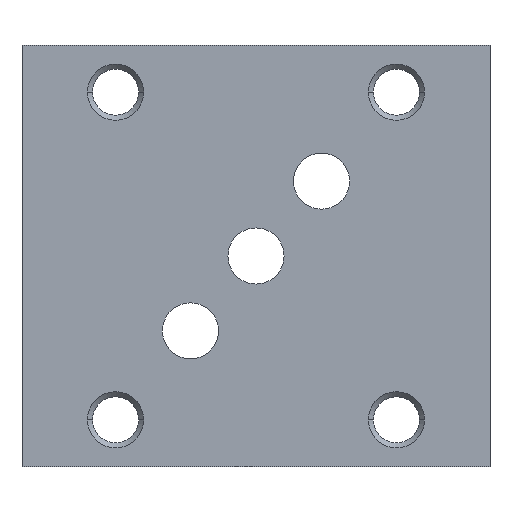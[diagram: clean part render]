
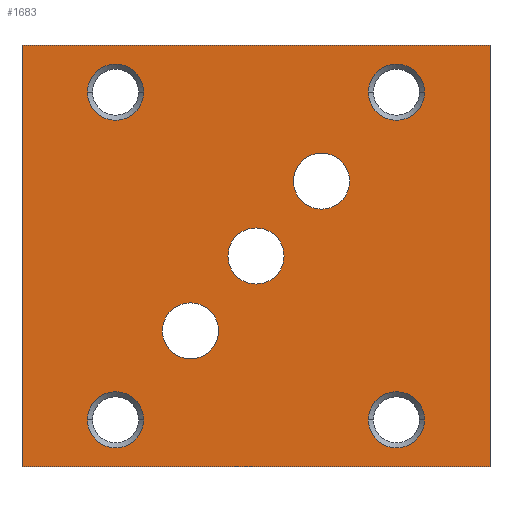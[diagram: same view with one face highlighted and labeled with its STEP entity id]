
A CAD part, front view. The second image highlights one B-rep face of the part: STEP entity #1683.
In plain terms, the highlighted planar face has unit normal (0, -1, 0).
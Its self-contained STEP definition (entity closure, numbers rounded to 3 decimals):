
#324=DIRECTION('',(0.,0.,1.));
#325=VECTOR('',#324,45.);
#326=CARTESIAN_POINT('',(0.,0.,0.));
#327=LINE('',#326,#325);
#331=DIRECTION('',(1.,0.,0.));
#332=VECTOR('',#331,50.);
#333=CARTESIAN_POINT('',(0.,0.,45.));
#334=LINE('',#333,#332);
#338=DIRECTION('',(0.,0.,-1.));
#339=VECTOR('',#338,45.);
#340=CARTESIAN_POINT('',(50.,0.,45.));
#341=LINE('',#340,#339);
#345=DIRECTION('',(-1.,0.,0.));
#346=VECTOR('',#345,50.);
#347=CARTESIAN_POINT('',(50.,0.,0.));
#348=LINE('',#347,#346);
#352=CARTESIAN_POINT('',(40.,0.,5.));
#353=DIRECTION('',(0.,-1.,0.));
#354=DIRECTION('',(-1.,0.,0.));
#355=AXIS2_PLACEMENT_3D('',#352,#353,#354);
#360=CARTESIAN_POINT('',(40.,0.,5.));
#361=DIRECTION('',(0.,-1.,0.));
#362=DIRECTION('',(1.,0.,0.));
#363=AXIS2_PLACEMENT_3D('',#360,#361,#362);
#368=CARTESIAN_POINT('',(10.,0.,40.));
#369=DIRECTION('',(0.,-1.,0.));
#370=DIRECTION('',(-1.,0.,0.));
#371=AXIS2_PLACEMENT_3D('',#368,#369,#370);
#376=CARTESIAN_POINT('',(10.,0.,40.));
#377=DIRECTION('',(0.,-1.,0.));
#378=DIRECTION('',(1.,0.,0.));
#379=AXIS2_PLACEMENT_3D('',#376,#377,#378);
#384=CARTESIAN_POINT('',(40.,0.,40.));
#385=DIRECTION('',(0.,-1.,0.));
#386=DIRECTION('',(-1.,0.,0.));
#387=AXIS2_PLACEMENT_3D('',#384,#385,#386);
#392=CARTESIAN_POINT('',(40.,0.,40.));
#393=DIRECTION('',(0.,-1.,0.));
#394=DIRECTION('',(1.,0.,0.));
#395=AXIS2_PLACEMENT_3D('',#392,#393,#394);
#400=CARTESIAN_POINT('',(10.,0.,5.));
#401=DIRECTION('',(0.,-1.,0.));
#402=DIRECTION('',(-1.,0.,0.));
#403=AXIS2_PLACEMENT_3D('',#400,#401,#402);
#408=CARTESIAN_POINT('',(10.,0.,5.));
#409=DIRECTION('',(0.,-1.,0.));
#410=DIRECTION('',(1.,0.,0.));
#411=AXIS2_PLACEMENT_3D('',#408,#409,#410);
#416=CARTESIAN_POINT('',(32.,0.,30.5));
#417=DIRECTION('',(0.,-1.,0.));
#418=DIRECTION('',(-1.,0.,0.));
#419=AXIS2_PLACEMENT_3D('',#416,#417,#418);
#424=CARTESIAN_POINT('',(32.,0.,30.5));
#425=DIRECTION('',(0.,-1.,0.));
#426=DIRECTION('',(1.,0.,0.));
#427=AXIS2_PLACEMENT_3D('',#424,#425,#426);
#432=CARTESIAN_POINT('',(25.,0.,22.5));
#433=DIRECTION('',(0.,-1.,0.));
#434=DIRECTION('',(-1.,0.,0.));
#435=AXIS2_PLACEMENT_3D('',#432,#433,#434);
#440=CARTESIAN_POINT('',(25.,0.,22.5));
#441=DIRECTION('',(0.,-1.,0.));
#442=DIRECTION('',(1.,0.,0.));
#443=AXIS2_PLACEMENT_3D('',#440,#441,#442);
#448=CARTESIAN_POINT('',(18.,0.,14.5));
#449=DIRECTION('',(0.,-1.,0.));
#450=DIRECTION('',(-1.,0.,0.));
#451=AXIS2_PLACEMENT_3D('',#448,#449,#450);
#456=CARTESIAN_POINT('',(18.,0.,14.5));
#457=DIRECTION('',(0.,-1.,0.));
#458=DIRECTION('',(1.,0.,0.));
#459=AXIS2_PLACEMENT_3D('',#456,#457,#458);
#1339=CARTESIAN_POINT('',(50.,0.,45.));
#1340=VERTEX_POINT('',#1339);
#1341=CARTESIAN_POINT('',(0.,0.,45.));
#1342=VERTEX_POINT('',#1341);
#1379=CARTESIAN_POINT('',(0.,0.,0.));
#1380=VERTEX_POINT('',#1379);
#1381=CARTESIAN_POINT('',(50.,0.,0.));
#1382=VERTEX_POINT('',#1381);
#1391=CARTESIAN_POINT('',(37.,0.,5.));
#1392=CARTESIAN_POINT('',(43.,0.,5.));
#1393=VERTEX_POINT('',#1391);
#1394=VERTEX_POINT('',#1392);
#1395=CARTESIAN_POINT('',(7.,0.,40.));
#1396=CARTESIAN_POINT('',(13.,0.,40.));
#1397=VERTEX_POINT('',#1395);
#1398=VERTEX_POINT('',#1396);
#1399=CARTESIAN_POINT('',(37.,0.,40.));
#1400=CARTESIAN_POINT('',(43.,0.,40.));
#1401=VERTEX_POINT('',#1399);
#1402=VERTEX_POINT('',#1400);
#1403=CARTESIAN_POINT('',(7.,0.,5.));
#1404=CARTESIAN_POINT('',(13.,0.,5.));
#1405=VERTEX_POINT('',#1403);
#1406=VERTEX_POINT('',#1404);
#1407=CARTESIAN_POINT('',(29.,0.,30.5));
#1408=CARTESIAN_POINT('',(35.,0.,30.5));
#1409=VERTEX_POINT('',#1407);
#1410=VERTEX_POINT('',#1408);
#1411=CARTESIAN_POINT('',(22.,0.,22.5));
#1412=CARTESIAN_POINT('',(28.,0.,22.5));
#1413=VERTEX_POINT('',#1411);
#1414=VERTEX_POINT('',#1412);
#1415=CARTESIAN_POINT('',(15.,0.,14.5));
#1416=CARTESIAN_POINT('',(21.,0.,14.5));
#1417=VERTEX_POINT('',#1415);
#1418=VERTEX_POINT('',#1416);
#1629=CARTESIAN_POINT('',(0.,0.,0.));
#1630=DIRECTION('',(0.,1.,0.));
#1631=DIRECTION('',(0.,0.,1.));
#1632=AXIS2_PLACEMENT_3D('',#1629,#1630,#1631);
#1633=PLANE('',#1632);
#1634=ORIENTED_EDGE('',*,*,#1617,.T.);
#1635=ORIENTED_EDGE('',*,*,#1519,.T.);
#1637=ORIENTED_EDGE('',*,*,#1636,.T.);
#1638=ORIENTED_EDGE('',*,*,#1597,.T.);
#1639=EDGE_LOOP('',(#1634,#1635,#1637,#1638));
#1640=FACE_OUTER_BOUND('',#1639,.F.);
#1642=ORIENTED_EDGE('',*,*,#1641,.T.);
#1644=ORIENTED_EDGE('',*,*,#1643,.T.);
#1645=EDGE_LOOP('',(#1642,#1644));
#1646=FACE_BOUND('',#1645,.F.);
#1648=ORIENTED_EDGE('',*,*,#1647,.T.);
#1650=ORIENTED_EDGE('',*,*,#1649,.T.);
#1651=EDGE_LOOP('',(#1648,#1650));
#1652=FACE_BOUND('',#1651,.F.);
#1654=ORIENTED_EDGE('',*,*,#1653,.T.);
#1656=ORIENTED_EDGE('',*,*,#1655,.T.);
#1657=EDGE_LOOP('',(#1654,#1656));
#1658=FACE_BOUND('',#1657,.F.);
#1660=ORIENTED_EDGE('',*,*,#1659,.T.);
#1662=ORIENTED_EDGE('',*,*,#1661,.T.);
#1663=EDGE_LOOP('',(#1660,#1662));
#1664=FACE_BOUND('',#1663,.F.);
#1666=ORIENTED_EDGE('',*,*,#1665,.T.);
#1668=ORIENTED_EDGE('',*,*,#1667,.T.);
#1669=EDGE_LOOP('',(#1666,#1668));
#1670=FACE_BOUND('',#1669,.F.);
#1672=ORIENTED_EDGE('',*,*,#1671,.T.);
#1674=ORIENTED_EDGE('',*,*,#1673,.T.);
#1675=EDGE_LOOP('',(#1672,#1674));
#1676=FACE_BOUND('',#1675,.F.);
#1678=ORIENTED_EDGE('',*,*,#1677,.T.);
#1680=ORIENTED_EDGE('',*,*,#1679,.T.);
#1681=EDGE_LOOP('',(#1678,#1680));
#1682=FACE_BOUND('',#1681,.F.);
#1683=ADVANCED_FACE('',(#1640,#1646,#1652,#1658,#1664,#1670,#1676,#1682),#1633,
.F.);
#356=CIRCLE('',#355,3.);
#364=CIRCLE('',#363,3.);
#372=CIRCLE('',#371,3.);
#380=CIRCLE('',#379,3.);
#388=CIRCLE('',#387,3.);
#396=CIRCLE('',#395,3.);
#404=CIRCLE('',#403,3.);
#412=CIRCLE('',#411,3.);
#420=CIRCLE('',#419,3.);
#428=CIRCLE('',#427,3.);
#436=CIRCLE('',#435,3.);
#444=CIRCLE('',#443,3.);
#452=CIRCLE('',#451,3.);
#460=CIRCLE('',#459,3.);
#1519=EDGE_CURVE('',#1342,#1340,#334,.T.);
#1597=EDGE_CURVE('',#1382,#1380,#348,.T.);
#1617=EDGE_CURVE('',#1380,#1342,#327,.T.);
#1636=EDGE_CURVE('',#1340,#1382,#341,.T.);
#1641=EDGE_CURVE('',#1393,#1394,#356,.T.);
#1643=EDGE_CURVE('',#1394,#1393,#364,.T.);
#1647=EDGE_CURVE('',#1397,#1398,#372,.T.);
#1649=EDGE_CURVE('',#1398,#1397,#380,.T.);
#1653=EDGE_CURVE('',#1401,#1402,#388,.T.);
#1655=EDGE_CURVE('',#1402,#1401,#396,.T.);
#1659=EDGE_CURVE('',#1405,#1406,#404,.T.);
#1661=EDGE_CURVE('',#1406,#1405,#412,.T.);
#1665=EDGE_CURVE('',#1409,#1410,#420,.T.);
#1667=EDGE_CURVE('',#1410,#1409,#428,.T.);
#1671=EDGE_CURVE('',#1413,#1414,#436,.T.);
#1673=EDGE_CURVE('',#1414,#1413,#444,.T.);
#1677=EDGE_CURVE('',#1417,#1418,#452,.T.);
#1679=EDGE_CURVE('',#1418,#1417,#460,.T.);
